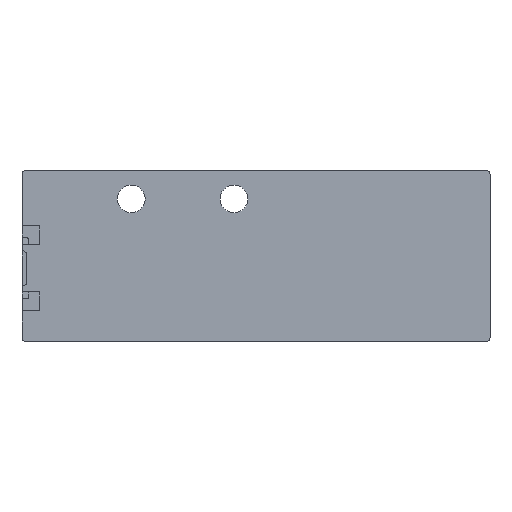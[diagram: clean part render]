
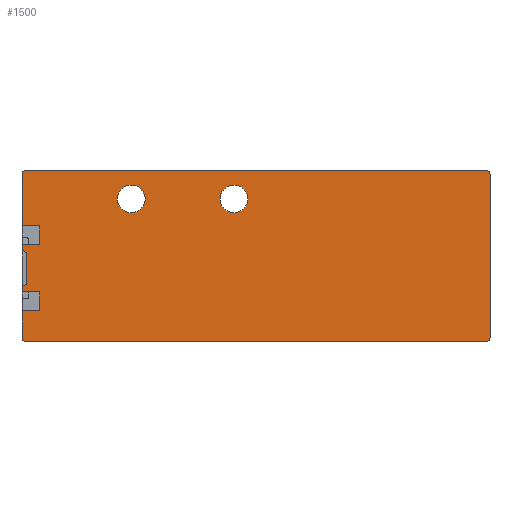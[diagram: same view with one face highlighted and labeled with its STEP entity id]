
A CAD part, front view. The second image highlights one B-rep face of the part: STEP entity #1500.
In plain terms, the highlighted planar face has unit normal (0, -1, 0).
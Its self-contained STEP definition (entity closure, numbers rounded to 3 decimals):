
#80=LINE('',#2236,#205);
#81=LINE('',#2239,#206);
#82=LINE('',#2241,#207);
#83=LINE('',#2245,#208);
#84=LINE('',#2249,#209);
#85=LINE('',#2251,#210);
#86=LINE('',#2253,#211);
#87=LINE('',#2255,#212);
#88=LINE('',#2257,#213);
#89=LINE('',#2259,#214);
#90=LINE('',#2263,#215);
#91=LINE('',#2267,#216);
#92=LINE('',#2271,#217);
#93=LINE('',#2275,#218);
#94=LINE('',#2277,#219);
#95=LINE('',#2279,#220);
#205=VECTOR('',#1779,1000.);
#206=VECTOR('',#1780,1000.);
#207=VECTOR('',#1781,1000.);
#208=VECTOR('',#1784,1000.);
#209=VECTOR('',#1787,1000.);
#210=VECTOR('',#1788,1000.);
#211=VECTOR('',#1789,1000.);
#212=VECTOR('',#1790,1000.);
#213=VECTOR('',#1791,1000.);
#214=VECTOR('',#1792,1000.);
#215=VECTOR('',#1795,1000.);
#216=VECTOR('',#1798,1000.);
#217=VECTOR('',#1801,1000.);
#218=VECTOR('',#1804,1000.);
#219=VECTOR('',#1805,1000.);
#220=VECTOR('',#1806,1000.);
#330=ORIENTED_EDGE('',*,*,#742,.T.);
#331=ORIENTED_EDGE('',*,*,#743,.T.);
#332=ORIENTED_EDGE('',*,*,#744,.T.);
#333=ORIENTED_EDGE('',*,*,#745,.T.);
#334=ORIENTED_EDGE('',*,*,#746,.T.);
#335=ORIENTED_EDGE('',*,*,#747,.T.);
#336=ORIENTED_EDGE('',*,*,#748,.T.);
#337=ORIENTED_EDGE('',*,*,#749,.T.);
#338=ORIENTED_EDGE('',*,*,#750,.T.);
#339=ORIENTED_EDGE('',*,*,#751,.T.);
#340=ORIENTED_EDGE('',*,*,#752,.T.);
#341=ORIENTED_EDGE('',*,*,#753,.T.);
#342=ORIENTED_EDGE('',*,*,#754,.T.);
#343=ORIENTED_EDGE('',*,*,#755,.T.);
#344=ORIENTED_EDGE('',*,*,#756,.F.);
#345=ORIENTED_EDGE('',*,*,#757,.T.);
#346=ORIENTED_EDGE('',*,*,#758,.F.);
#347=ORIENTED_EDGE('',*,*,#759,.F.);
#348=ORIENTED_EDGE('',*,*,#760,.F.);
#349=ORIENTED_EDGE('',*,*,#761,.F.);
#350=ORIENTED_EDGE('',*,*,#762,.F.);
#351=ORIENTED_EDGE('',*,*,#763,.T.);
#352=ORIENTED_EDGE('',*,*,#764,.F.);
#353=ORIENTED_EDGE('',*,*,#765,.T.);
#742=EDGE_CURVE('',#948,#948,#1101,.T.);
#743=EDGE_CURVE('',#949,#949,#1102,.T.);
#744=EDGE_CURVE('',#950,#951,#80,.T.);
#745=EDGE_CURVE('',#951,#952,#81,.T.);
#746=EDGE_CURVE('',#952,#953,#82,.T.);
#747=EDGE_CURVE('',#953,#954,#1103,.T.);
#748=EDGE_CURVE('',#954,#955,#83,.T.);
#749=EDGE_CURVE('',#955,#956,#1104,.T.);
#750=EDGE_CURVE('',#956,#957,#84,.T.);
#751=EDGE_CURVE('',#957,#958,#85,.T.);
#752=EDGE_CURVE('',#958,#959,#86,.T.);
#753=EDGE_CURVE('',#959,#960,#87,.T.);
#754=EDGE_CURVE('',#960,#961,#88,.T.);
#755=EDGE_CURVE('',#961,#962,#89,.T.);
#756=EDGE_CURVE('',#963,#962,#1105,.T.);
#757=EDGE_CURVE('',#963,#964,#90,.T.);
#758=EDGE_CURVE('',#965,#964,#1106,.T.);
#759=EDGE_CURVE('',#966,#965,#91,.T.);
#760=EDGE_CURVE('',#967,#966,#1107,.T.);
#761=EDGE_CURVE('',#968,#967,#92,.T.);
#762=EDGE_CURVE('',#969,#968,#1108,.T.);
#763=EDGE_CURVE('',#969,#970,#93,.T.);
#764=EDGE_CURVE('',#971,#970,#94,.T.);
#765=EDGE_CURVE('',#971,#950,#95,.T.);
#948=VERTEX_POINT('',#2233);
#949=VERTEX_POINT('',#2235);
#950=VERTEX_POINT('',#2237);
#951=VERTEX_POINT('',#2238);
#952=VERTEX_POINT('',#2240);
#953=VERTEX_POINT('',#2242);
#954=VERTEX_POINT('',#2244);
#955=VERTEX_POINT('',#2246);
#956=VERTEX_POINT('',#2248);
#957=VERTEX_POINT('',#2250);
#958=VERTEX_POINT('',#2252);
#959=VERTEX_POINT('',#2254);
#960=VERTEX_POINT('',#2256);
#961=VERTEX_POINT('',#2258);
#962=VERTEX_POINT('',#2260);
#963=VERTEX_POINT('',#2262);
#964=VERTEX_POINT('',#2264);
#965=VERTEX_POINT('',#2266);
#966=VERTEX_POINT('',#2268);
#967=VERTEX_POINT('',#2270);
#968=VERTEX_POINT('',#2272);
#969=VERTEX_POINT('',#2274);
#970=VERTEX_POINT('',#2276);
#971=VERTEX_POINT('',#2278);
#1101=CIRCLE('',#1606,1.7);
#1102=CIRCLE('',#1607,1.7);
#1103=CIRCLE('',#1608,0.3);
#1104=CIRCLE('',#1609,0.3);
#1105=CIRCLE('',#1610,0.5);
#1106=CIRCLE('',#1611,0.5);
#1107=CIRCLE('',#1612,0.5);
#1108=CIRCLE('',#1613,0.5);
#1171=EDGE_LOOP('',(#330));
#1172=EDGE_LOOP('',(#331));
#1173=EDGE_LOOP('',(#332,#333,#334,#335,#336,#337,#338,#339,#340,#341,#342,
#343,#344,#345,#346,#347,#348,#349,#350,#351,#352,#353));
#1312=FACE_BOUND('',#1171,.T.);
#1313=FACE_BOUND('',#1172,.T.);
#1314=FACE_BOUND('',#1173,.T.);
#1455=PLANE('',#1605);
#1500=ADVANCED_FACE('',(#1312,#1313,#1314),#1455,.F.);
#1605=AXIS2_PLACEMENT_3D('',#2231,#1773,#1774);
#1606=AXIS2_PLACEMENT_3D('',#2232,#1775,#1776);
#1607=AXIS2_PLACEMENT_3D('',#2234,#1777,#1778);
#1608=AXIS2_PLACEMENT_3D('',#2243,#1782,#1783);
#1609=AXIS2_PLACEMENT_3D('',#2247,#1785,#1786);
#1610=AXIS2_PLACEMENT_3D('',#2261,#1793,#1794);
#1611=AXIS2_PLACEMENT_3D('',#2265,#1796,#1797);
#1612=AXIS2_PLACEMENT_3D('',#2269,#1799,#1800);
#1613=AXIS2_PLACEMENT_3D('',#2273,#1802,#1803);
#1773=DIRECTION('',(0.,1.,0.));
#1774=DIRECTION('',(0.,0.,1.));
#1775=DIRECTION('',(0.,1.,0.));
#1776=DIRECTION('',(0.,0.,1.));
#1777=DIRECTION('',(0.,1.,0.));
#1778=DIRECTION('',(0.,0.,1.));
#1779=DIRECTION('',(-1.,0.,0.));
#1780=DIRECTION('',(0.,0.,-1.));
#1781=DIRECTION('',(0.866,0.,-0.5));
#1782=DIRECTION('',(0.,1.,0.));
#1783=DIRECTION('',(1.,0.,0.));
#1784=DIRECTION('',(0.,0.,-1.));
#1785=DIRECTION('',(0.,1.,0.));
#1786=DIRECTION('',(1.,0.,0.));
#1787=DIRECTION('',(-0.866,0.,-0.5));
#1788=DIRECTION('',(0.,0.,-1.));
#1789=DIRECTION('',(1.,0.,0.));
#1790=DIRECTION('',(0.,0.,-1.));
#1791=DIRECTION('',(-1.,0.,0.));
#1792=DIRECTION('',(0.,0.,-1.));
#1793=DIRECTION('',(0.,1.,0.));
#1794=DIRECTION('',(1.,0.,0.));
#1795=DIRECTION('',(1.,0.,0.));
#1796=DIRECTION('',(0.,1.,0.));
#1797=DIRECTION('',(1.,0.,0.));
#1798=DIRECTION('',(0.,0.,-1.));
#1799=DIRECTION('',(0.,1.,0.));
#1800=DIRECTION('',(1.,0.,0.));
#1801=DIRECTION('',(1.,0.,0.));
#1802=DIRECTION('',(0.,1.,0.));
#1803=DIRECTION('',(1.,0.,0.));
#1804=DIRECTION('',(0.,0.,-1.));
#1805=DIRECTION('',(-1.,0.,0.));
#1806=DIRECTION('',(0.,0.,-1.));
#2231=CARTESIAN_POINT('',(-57.4,0.,10.5));
#2232=CARTESIAN_POINT('',(-31.4,0.,7.));
#2233=CARTESIAN_POINT('',(-31.4,0.,8.7));
#2234=CARTESIAN_POINT('',(-44.,0.,7.));
#2235=CARTESIAN_POINT('',(-44.,0.,8.7));
#2236=CARTESIAN_POINT('',(-55.2,0.,1.4));
#2237=CARTESIAN_POINT('',(-55.2,0.,1.4));
#2238=CARTESIAN_POINT('',(-57.4,0.,1.4));
#2239=CARTESIAN_POINT('',(-57.4,0.,10.5));
#2240=CARTESIAN_POINT('',(-57.4,0.,0.75));
#2241=CARTESIAN_POINT('',(-57.4,0.,0.75));
#2242=CARTESIAN_POINT('',(-56.95,0.,0.49));
#2243=CARTESIAN_POINT('',(-57.1,0.,0.23));
#2244=CARTESIAN_POINT('',(-56.8,0.,0.23));
#2245=CARTESIAN_POINT('',(-56.8,0.,0.23));
#2246=CARTESIAN_POINT('',(-56.8,0.,-3.23));
#2247=CARTESIAN_POINT('',(-57.1,0.,-3.23));
#2248=CARTESIAN_POINT('',(-56.95,0.,-3.49));
#2249=CARTESIAN_POINT('',(-56.95,0.,-3.49));
#2250=CARTESIAN_POINT('',(-57.4,0.,-3.75));
#2251=CARTESIAN_POINT('',(-57.4,0.,10.5));
#2252=CARTESIAN_POINT('',(-57.4,0.,-4.4));
#2253=CARTESIAN_POINT('',(-56.55,0.,-4.4));
#2254=CARTESIAN_POINT('',(-55.2,0.,-4.4));
#2255=CARTESIAN_POINT('',(-55.2,0.,-4.4));
#2256=CARTESIAN_POINT('',(-55.2,0.,-6.7));
#2257=CARTESIAN_POINT('',(-55.2,0.,-6.7));
#2258=CARTESIAN_POINT('',(-57.4,0.,-6.7));
#2259=CARTESIAN_POINT('',(-57.4,0.,10.5));
#2260=CARTESIAN_POINT('',(-57.4,0.,-10.));
#2261=CARTESIAN_POINT('',(-56.9,0.,-10.));
#2262=CARTESIAN_POINT('',(-56.9,0.,-10.5));
#2263=CARTESIAN_POINT('',(-57.4,0.,-10.5));
#2264=CARTESIAN_POINT('',(-0.5,0.,-10.5));
#2265=CARTESIAN_POINT('',(-0.5,0.,-10.));
#2266=CARTESIAN_POINT('',(0.,0.,-10.));
#2267=CARTESIAN_POINT('',(0.,0.,10.5));
#2268=CARTESIAN_POINT('',(0.,0.,10.));
#2269=CARTESIAN_POINT('',(-0.5,0.,10.));
#2270=CARTESIAN_POINT('',(-0.5,0.,10.5));
#2271=CARTESIAN_POINT('',(-57.4,0.,10.5));
#2272=CARTESIAN_POINT('',(-56.9,0.,10.5));
#2273=CARTESIAN_POINT('',(-56.9,0.,10.));
#2274=CARTESIAN_POINT('',(-57.4,0.,10.));
#2275=CARTESIAN_POINT('',(-57.4,0.,10.5));
#2276=CARTESIAN_POINT('',(-57.4,0.,3.7));
#2277=CARTESIAN_POINT('',(-57.4,0.,3.7));
#2278=CARTESIAN_POINT('',(-55.2,0.,3.7));
#2279=CARTESIAN_POINT('',(-55.2,0.,3.7));
